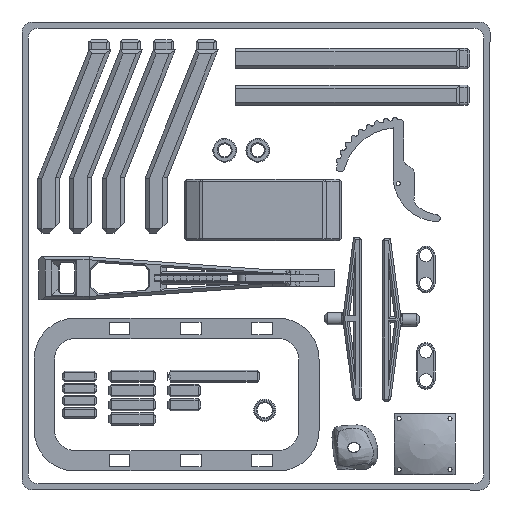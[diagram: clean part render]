
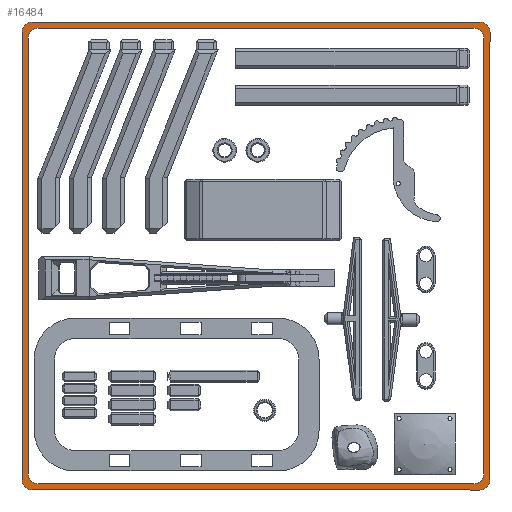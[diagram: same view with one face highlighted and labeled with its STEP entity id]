
A CAD part, front view. The second image highlights one B-rep face of the part: STEP entity #16484.
In plain terms, the highlighted face is planar.
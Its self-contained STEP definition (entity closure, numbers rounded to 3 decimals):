
#282=FACE_BOUND('',#3348,.T.);
#1380=PLANE('',#18188);
#2305=FACE_OUTER_BOUND('',#3347,.T.);
#3347=EDGE_LOOP('',(#15424,#15425,#15426,#15427,#15428,#15429,#15430,#15431));
#3348=EDGE_LOOP('',(#15432,#15433,#15434,#15435,#15436,#15437,#15438,#15439));
#5068=LINE('',#34622,#6803);
#5073=LINE('',#34637,#6808);
#5076=LINE('',#34643,#6811);
#5077=LINE('',#34647,#6812);
#5078=LINE('',#34651,#6813);
#5079=LINE('',#34654,#6814);
#5080=LINE('',#34658,#6815);
#5081=LINE('',#34662,#6816);
#6803=VECTOR('',#22532,10.);
#6808=VECTOR('',#22545,10.);
#6811=VECTOR('',#22550,10.);
#6812=VECTOR('',#22553,10.);
#6813=VECTOR('',#22556,10.);
#6814=VECTOR('',#22559,10.);
#6815=VECTOR('',#22562,10.);
#6816=VECTOR('',#22565,10.);
#7158=CIRCLE('',#18181,5.);
#7161=CIRCLE('',#18186,5.);
#7162=CIRCLE('',#18189,5.);
#7163=CIRCLE('',#18190,5.);
#7164=CIRCLE('',#18191,5.);
#7165=CIRCLE('',#18192,5.);
#7166=CIRCLE('',#18193,5.);
#7167=CIRCLE('',#18194,5.);
#8578=VERTEX_POINT('',#34612);
#8579=VERTEX_POINT('',#34613);
#8582=VERTEX_POINT('',#34621);
#8586=VERTEX_POINT('',#34630);
#8587=VERTEX_POINT('',#34632);
#8588=VERTEX_POINT('',#34636);
#8590=VERTEX_POINT('',#34642);
#8591=VERTEX_POINT('',#34644);
#8592=VERTEX_POINT('',#34646);
#8593=VERTEX_POINT('',#34648);
#8594=VERTEX_POINT('',#34650);
#8595=VERTEX_POINT('',#34653);
#8596=VERTEX_POINT('',#34655);
#8597=VERTEX_POINT('',#34657);
#8598=VERTEX_POINT('',#34659);
#8599=VERTEX_POINT('',#34661);
#10860=EDGE_CURVE('',#8578,#8579,#7158,.T.);
#10864=EDGE_CURVE('',#8582,#8579,#5068,.T.);
#10869=EDGE_CURVE('',#8586,#8587,#7161,.T.);
#10871=EDGE_CURVE('',#8588,#8587,#5073,.T.);
#10874=EDGE_CURVE('',#8586,#8590,#5076,.T.);
#10875=EDGE_CURVE('',#8591,#8590,#7162,.T.);
#10876=EDGE_CURVE('',#8591,#8592,#5077,.T.);
#10877=EDGE_CURVE('',#8593,#8592,#7163,.T.);
#10878=EDGE_CURVE('',#8593,#8594,#5078,.T.);
#10879=EDGE_CURVE('',#8588,#8594,#7164,.T.);
#10880=EDGE_CURVE('',#8578,#8595,#5079,.T.);
#10881=EDGE_CURVE('',#8596,#8595,#7165,.T.);
#10882=EDGE_CURVE('',#8596,#8597,#5080,.T.);
#10883=EDGE_CURVE('',#8598,#8597,#7166,.T.);
#10884=EDGE_CURVE('',#8598,#8599,#5081,.T.);
#10885=EDGE_CURVE('',#8582,#8599,#7167,.T.);
#15424=ORIENTED_EDGE('',*,*,#10869,.F.);
#15425=ORIENTED_EDGE('',*,*,#10874,.T.);
#15426=ORIENTED_EDGE('',*,*,#10875,.F.);
#15427=ORIENTED_EDGE('',*,*,#10876,.T.);
#15428=ORIENTED_EDGE('',*,*,#10877,.F.);
#15429=ORIENTED_EDGE('',*,*,#10878,.T.);
#15430=ORIENTED_EDGE('',*,*,#10879,.F.);
#15431=ORIENTED_EDGE('',*,*,#10871,.T.);
#15432=ORIENTED_EDGE('',*,*,#10880,.T.);
#15433=ORIENTED_EDGE('',*,*,#10881,.F.);
#15434=ORIENTED_EDGE('',*,*,#10882,.T.);
#15435=ORIENTED_EDGE('',*,*,#10883,.F.);
#15436=ORIENTED_EDGE('',*,*,#10884,.T.);
#15437=ORIENTED_EDGE('',*,*,#10885,.F.);
#15438=ORIENTED_EDGE('',*,*,#10864,.T.);
#15439=ORIENTED_EDGE('',*,*,#10860,.F.);
#16484=ADVANCED_FACE('',(#2305,#282),#1380,.T.);
#18181=AXIS2_PLACEMENT_3D('',#34614,#22524,#22525);
#18186=AXIS2_PLACEMENT_3D('',#34633,#22540,#22541);
#18188=AXIS2_PLACEMENT_3D('',#34641,#22548,#22549);
#18189=AXIS2_PLACEMENT_3D('',#34645,#22551,#22552);
#18190=AXIS2_PLACEMENT_3D('',#34649,#22554,#22555);
#18191=AXIS2_PLACEMENT_3D('',#34652,#22557,#22558);
#18192=AXIS2_PLACEMENT_3D('',#34656,#22560,#22561);
#18193=AXIS2_PLACEMENT_3D('',#34660,#22563,#22564);
#18194=AXIS2_PLACEMENT_3D('',#34663,#22566,#22567);
#22524=DIRECTION('center_axis',(0.,0.,1.));
#22525=DIRECTION('ref_axis',(0.707,0.707,0.));
#22532=DIRECTION('',(1.,0.,0.));
#22540=DIRECTION('center_axis',(0.,0.,-1.));
#22541=DIRECTION('ref_axis',(0.707,0.707,0.));
#22545=DIRECTION('',(0.,1.,0.));
#22548=DIRECTION('center_axis',(0.,0.,1.));
#22549=DIRECTION('ref_axis',(1.,0.,0.));
#22550=DIRECTION('',(-1.,0.,0.));
#22551=DIRECTION('center_axis',(0.,0.,-1.));
#22552=DIRECTION('ref_axis',(-0.707,0.707,0.));
#22553=DIRECTION('',(0.,-1.,0.));
#22554=DIRECTION('center_axis',(0.,0.,-1.));
#22555=DIRECTION('ref_axis',(-0.707,-0.707,0.));
#22556=DIRECTION('',(1.,0.,0.));
#22557=DIRECTION('center_axis',(0.,0.,-1.));
#22558=DIRECTION('ref_axis',(0.707,-0.707,0.));
#22559=DIRECTION('',(0.,-1.,0.));
#22560=DIRECTION('center_axis',(0.,0.,1.));
#22561=DIRECTION('ref_axis',(0.707,-0.707,0.));
#22562=DIRECTION('',(-1.,0.,0.));
#22563=DIRECTION('center_axis',(0.,0.,1.));
#22564=DIRECTION('ref_axis',(-0.707,-0.707,0.));
#22565=DIRECTION('',(0.,1.,0.));
#22566=DIRECTION('center_axis',(0.,0.,1.));
#22567=DIRECTION('ref_axis',(-0.707,0.707,0.));
#34612=CARTESIAN_POINT('',(112.,107.,0.));
#34613=CARTESIAN_POINT('',(107.,112.,0.));
#34614=CARTESIAN_POINT('Origin',(107.,107.,0.));
#34621=CARTESIAN_POINT('',(-107.,112.,0.));
#34622=CARTESIAN_POINT('',(-112.,112.,0.));
#34630=CARTESIAN_POINT('',(110.,115.,0.));
#34632=CARTESIAN_POINT('',(115.,110.,0.));
#34633=CARTESIAN_POINT('Origin',(110.,110.,0.));
#34636=CARTESIAN_POINT('',(115.,-110.,0.));
#34637=CARTESIAN_POINT('',(115.,-115.,0.));
#34641=CARTESIAN_POINT('Origin',(0.,0.,
0.));
#34642=CARTESIAN_POINT('',(-110.,115.,0.));
#34643=CARTESIAN_POINT('',(115.,115.,0.));
#34644=CARTESIAN_POINT('',(-115.,110.,0.));
#34645=CARTESIAN_POINT('Origin',(-110.,110.,0.));
#34646=CARTESIAN_POINT('',(-115.,-110.,0.));
#34647=CARTESIAN_POINT('',(-115.,115.,0.));
#34648=CARTESIAN_POINT('',(-110.,-115.,0.));
#34649=CARTESIAN_POINT('Origin',(-110.,-110.,0.));
#34650=CARTESIAN_POINT('',(110.,-115.,0.));
#34651=CARTESIAN_POINT('',(-115.,-115.,0.));
#34652=CARTESIAN_POINT('Origin',(110.,-110.,0.));
#34653=CARTESIAN_POINT('',(112.,-107.,0.));
#34654=CARTESIAN_POINT('',(112.,112.,0.));
#34655=CARTESIAN_POINT('',(107.,-112.,0.));
#34656=CARTESIAN_POINT('Origin',(107.,-107.,0.));
#34657=CARTESIAN_POINT('',(-107.,-112.,0.));
#34658=CARTESIAN_POINT('',(112.,-112.,0.));
#34659=CARTESIAN_POINT('',(-112.,-107.,0.));
#34660=CARTESIAN_POINT('Origin',(-107.,-107.,0.));
#34661=CARTESIAN_POINT('',(-112.,107.,0.));
#34662=CARTESIAN_POINT('',(-112.,-112.,0.));
#34663=CARTESIAN_POINT('Origin',(-107.,107.,0.));
